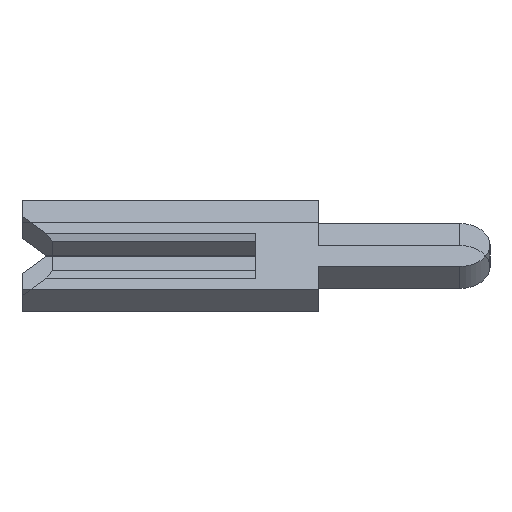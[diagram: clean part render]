
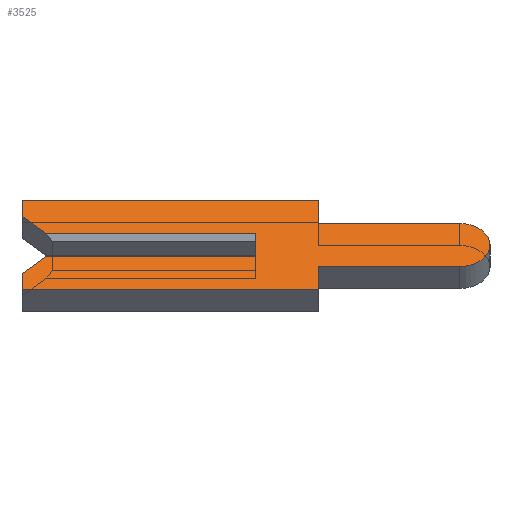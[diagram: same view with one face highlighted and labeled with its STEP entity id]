
A CAD part, left-side view. The second image highlights one B-rep face of the part: STEP entity #3525.
In plain terms, the highlighted face is planar.
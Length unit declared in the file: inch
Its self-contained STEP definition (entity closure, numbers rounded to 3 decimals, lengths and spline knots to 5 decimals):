
#38 = VERTEX_POINT ( 'NONE', #2138 ) ;
#100 = CARTESIAN_POINT ( 'NONE',  ( -0.01, 0.134, -0.01 ) ) ;
#185 = ORIENTED_EDGE ( 'NONE', *, *, #3950, .F. ) ;
#194 = CARTESIAN_POINT ( 'NONE',  ( -0.01, 0., 0.01 ) ) ;
#225 = LINE ( 'NONE', #2020, #2979 ) ;
#231 = VECTOR ( 'NONE', #3444, 39.37008 ) ;
#316 = CARTESIAN_POINT ( 'NONE',  ( -0.01, -0.04, 0.04 ) ) ;
#320 = EDGE_CURVE ( 'NONE', #1169, #789, #624, .T. ) ;
#336 = LINE ( 'NONE', #3423, #516 ) ;
#431 = ORIENTED_EDGE ( 'NONE', *, *, #944, .T. ) ;
#445 = VERTEX_POINT ( 'NONE', #3114 ) ;
#516 = VECTOR ( 'NONE', #2533, 39.37008 ) ;
#521 = EDGE_CURVE ( 'NONE', #38, #1169, #1471, .T. ) ;
#558 = DIRECTION ( 'NONE',  ( 0., -1., 0. ) ) ;
#559 = ORIENTED_EDGE ( 'NONE', *, *, #3552, .F. ) ;
#624 = LINE ( 'NONE', #3671, #3864 ) ;
#628 = DIRECTION ( 'NONE',  ( 0., 0., 1. ) ) ;
#674 = VECTOR ( 'NONE', #2484, 39.37008 ) ;
#677 = DIRECTION ( 'NONE',  ( 0., 0., -1. ) ) ;
#736 = VERTEX_POINT ( 'NONE', #1853 ) ;
#773 = ORIENTED_EDGE ( 'NONE', *, *, #3682, .F. ) ;
#789 = VERTEX_POINT ( 'NONE', #1266 ) ;
#860 = DIRECTION ( 'NONE',  ( 0., 0., 1. ) ) ;
#944 = EDGE_CURVE ( 'NONE', #1247, #2115, #3667, .T. ) ;
#985 = CARTESIAN_POINT ( 'NONE',  ( -0.01, -0.1305, 0. ) ) ;
#991 = DIRECTION ( 'NONE',  ( 0., 1., 0. ) ) ;
#1007 = EDGE_CURVE ( 'NONE', #3131, #2315, #2000, .T. ) ;
#1014 = FACE_OUTER_BOUND ( 'NONE', #1771, .T. ) ;
#1022 = CARTESIAN_POINT ( 'NONE',  ( -0.01, 0.134, 0.01 ) ) ;
#1034 = ORIENTED_EDGE ( 'NONE', *, *, #2195, .F. ) ;
#1065 = AXIS2_PLACEMENT_3D ( 'NONE', #985, #1984, #677 ) ;
#1072 = ORIENTED_EDGE ( 'NONE', *, *, #521, .F. ) ;
#1104 = DIRECTION ( 'NONE',  ( 0., 0., -1. ) ) ;
#1114 = CIRCLE ( 'NONE', #1065, 0.0195 ) ;
#1169 = VERTEX_POINT ( 'NONE', #1960 ) ;
#1247 = VERTEX_POINT ( 'NONE', #1022 ) ;
#1266 = CARTESIAN_POINT ( 'NONE',  ( -0.01, 0.15, -0.026 ) ) ;
#1311 = VECTOR ( 'NONE', #2680, 39.37008 ) ;
#1314 = VERTEX_POINT ( 'NONE', #2551 ) ;
#1364 = DIRECTION ( 'NONE',  ( 1., 0., 0. ) ) ;
#1471 = LINE ( 'NONE', #2467, #231 ) ;
#1478 = CARTESIAN_POINT ( 'NONE',  ( -0.01, -0.04, 0.04 ) ) ;
#1508 = DIRECTION ( 'NONE',  ( 0., -1., 0. ) ) ;
#1514 = LINE ( 'NONE', #1478, #2098 ) ;
#1594 = CARTESIAN_POINT ( 'NONE',  ( -0.01, 0.15, 0.01 ) ) ;
#1771 = EDGE_LOOP ( 'NONE', ( #431, #2549, #3291, #2466, #3077, #1072, #3004, #2151, #559, #2896, #1034, #773, #185, #2160 ) ) ;
#1848 = VECTOR ( 'NONE', #1508, 39.37008 ) ;
#1853 = CARTESIAN_POINT ( 'NONE',  ( -0.01, -0.1305, 0.0195 ) ) ;
#1879 = CARTESIAN_POINT ( 'NONE',  ( -0.01, 0., -0.01 ) ) ;
#1926 = CARTESIAN_POINT ( 'NONE',  ( -0.01, -0.1305, -0.0195 ) ) ;
#1933 = CARTESIAN_POINT ( 'NONE',  ( -0.01, -0.04, -0.0195 ) ) ;
#1951 = VECTOR ( 'NONE', #628, 39.37008 ) ;
#1960 = CARTESIAN_POINT ( 'NONE',  ( -0.01, 0.15, -0.04 ) ) ;
#1984 = DIRECTION ( 'NONE',  ( 1., 0., 0. ) ) ;
#2000 = LINE ( 'NONE', #1933, #2499 ) ;
#2020 = CARTESIAN_POINT ( 'NONE',  ( -0.01, -0.04, -0.04 ) ) ;
#2046 = DIRECTION ( 'NONE',  ( 0., 0., -1. ) ) ;
#2098 = VECTOR ( 'NONE', #1104, 39.37008 ) ;
#2115 = VERTEX_POINT ( 'NONE', #194 ) ;
#2117 = CARTESIAN_POINT ( 'NONE',  ( -0.01, -0.04, 0.0195 ) ) ;
#2138 = CARTESIAN_POINT ( 'NONE',  ( -0.01, -0.04, -0.04 ) ) ;
#2151 = ORIENTED_EDGE ( 'NONE', *, *, #1007, .F. ) ;
#2160 = ORIENTED_EDGE ( 'NONE', *, *, #2983, .F. ) ;
#2195 = EDGE_CURVE ( 'NONE', #2755, #3396, #1514, .T. ) ;
#2292 = CARTESIAN_POINT ( 'NONE',  ( -0.01, -0.1305, 0. ) ) ;
#2304 = LINE ( 'NONE', #2389, #1311 ) ;
#2315 = VERTEX_POINT ( 'NONE', #2478 ) ;
#2389 = CARTESIAN_POINT ( 'NONE',  ( -0.01, 0.15, 0.026 ) ) ;
#2410 = AXIS2_PLACEMENT_3D ( 'NONE', #2292, #1364, #3201 ) ;
#2431 = EDGE_CURVE ( 'NONE', #3622, #3374, #3909, .T. ) ;
#2466 = ORIENTED_EDGE ( 'NONE', *, *, #3474, .F. ) ;
#2467 = CARTESIAN_POINT ( 'NONE',  ( -0.01, 0.15, -0.04 ) ) ;
#2478 = CARTESIAN_POINT ( 'NONE',  ( -0.01, -0.04, -0.0195 ) ) ;
#2484 = DIRECTION ( 'NONE',  ( 0., -1., 0. ) ) ;
#2490 = EDGE_CURVE ( 'NONE', #3396, #736, #3412, .T. ) ;
#2499 = VECTOR ( 'NONE', #991, 39.37008 ) ;
#2533 = DIRECTION ( 'NONE',  ( 0., 0.707, 0.707 ) ) ;
#2549 = ORIENTED_EDGE ( 'NONE', *, *, #2713, .F. ) ;
#2551 = CARTESIAN_POINT ( 'NONE',  ( -0.01, 0.15, 0.04 ) ) ;
#2680 = DIRECTION ( 'NONE',  ( 0., 0., 1. ) ) ;
#2713 = EDGE_CURVE ( 'NONE', #3374, #2115, #3665, .T. ) ;
#2755 = VERTEX_POINT ( 'NONE', #316 ) ;
#2830 = VECTOR ( 'NONE', #3866, 39.37008 ) ;
#2896 = ORIENTED_EDGE ( 'NONE', *, *, #2490, .F. ) ;
#2923 = VECTOR ( 'NONE', #3828, 39.37008 ) ;
#2979 = VECTOR ( 'NONE', #2046, 39.37008 ) ;
#2983 = EDGE_CURVE ( 'NONE', #1247, #445, #336, .T. ) ;
#3004 = ORIENTED_EDGE ( 'NONE', *, *, #3893, .F. ) ;
#3077 = ORIENTED_EDGE ( 'NONE', *, *, #320, .F. ) ;
#3114 = CARTESIAN_POINT ( 'NONE',  ( -0.01, 0.15, 0.026 ) ) ;
#3131 = VERTEX_POINT ( 'NONE', #1926 ) ;
#3140 = CARTESIAN_POINT ( 'NONE',  ( -0.01, 0., 0.0065 ) ) ;
#3201 = DIRECTION ( 'NONE',  ( 0., 0., -1. ) ) ;
#3291 = ORIENTED_EDGE ( 'NONE', *, *, #2431, .F. ) ;
#3318 = LINE ( 'NONE', #3759, #2830 ) ;
#3353 = CARTESIAN_POINT ( 'NONE',  ( -0.01, -0.1305, -0.01 ) ) ;
#3374 = VERTEX_POINT ( 'NONE', #1879 ) ;
#3396 = VERTEX_POINT ( 'NONE', #3966 ) ;
#3412 = LINE ( 'NONE', #2117, #3955 ) ;
#3423 = CARTESIAN_POINT ( 'NONE',  ( -0.01, 0.1305, 0.0065 ) ) ;
#3444 = DIRECTION ( 'NONE',  ( 0., 1., 0. ) ) ;
#3474 = EDGE_CURVE ( 'NONE', #789, #3622, #3318, .T. ) ;
#3525 = ADVANCED_FACE ( 'NONE', ( #1014 ), #3857, .F. ) ;
#3552 = EDGE_CURVE ( 'NONE', #736, #3131, #1114, .T. ) ;
#3619 = LINE ( 'NONE', #3818, #2923 ) ;
#3622 = VERTEX_POINT ( 'NONE', #100 ) ;
#3665 = LINE ( 'NONE', #3140, #1951 ) ;
#3667 = LINE ( 'NONE', #1594, #674 ) ;
#3671 = CARTESIAN_POINT ( 'NONE',  ( -0.01, 0.15, -0.026 ) ) ;
#3682 = EDGE_CURVE ( 'NONE', #1314, #2755, #3619, .T. ) ;
#3759 = CARTESIAN_POINT ( 'NONE',  ( -0.01, 0.1305, -0.0065 ) ) ;
#3818 = CARTESIAN_POINT ( 'NONE',  ( -0.01, 0.15, 0.04 ) ) ;
#3828 = DIRECTION ( 'NONE',  ( 0., -1., 0. ) ) ;
#3857 = PLANE ( 'NONE',  #2410 ) ;
#3864 = VECTOR ( 'NONE', #860, 39.37008 ) ;
#3866 = DIRECTION ( 'NONE',  ( 0., -0.707, 0.707 ) ) ;
#3893 = EDGE_CURVE ( 'NONE', #2315, #38, #225, .T. ) ;
#3909 = LINE ( 'NONE', #3353, #1848 ) ;
#3950 = EDGE_CURVE ( 'NONE', #445, #1314, #2304, .T. ) ;
#3955 = VECTOR ( 'NONE', #558, 39.37008 ) ;
#3966 = CARTESIAN_POINT ( 'NONE',  ( -0.01, -0.04, 0.0195 ) ) ;
